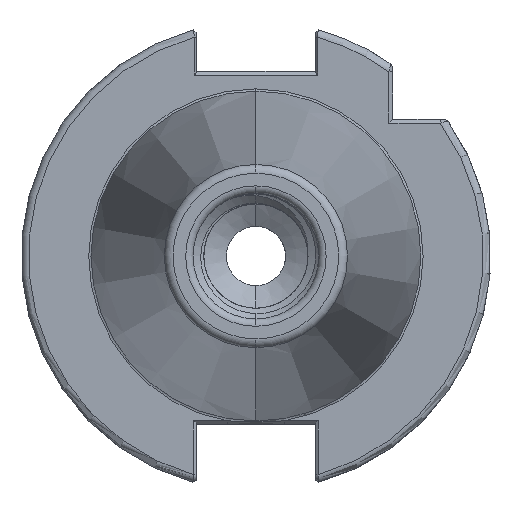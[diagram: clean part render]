
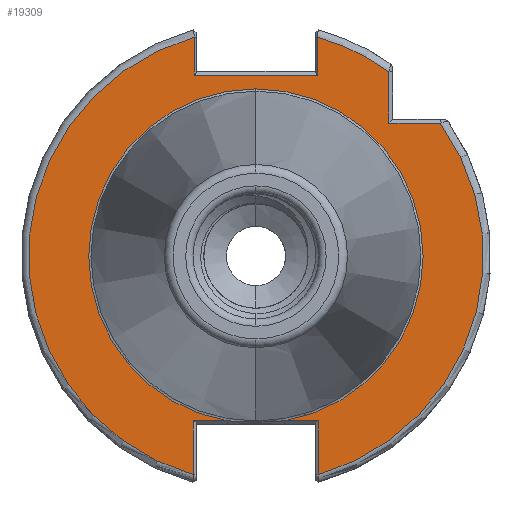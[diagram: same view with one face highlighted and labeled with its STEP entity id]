
A CAD part, left-side view. The second image highlights one B-rep face of the part: STEP entity #19309.
In plain terms, the highlighted planar face has unit normal (-1, 0, 0).
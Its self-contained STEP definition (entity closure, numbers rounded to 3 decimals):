
#774 = VERTEX_POINT ( 'NONE', #2005 ) ;
#861 = VERTEX_POINT ( 'NONE', #2279 ) ;
#917 = VERTEX_POINT ( 'NONE', #2484 ) ;
#928 = VERTEX_POINT ( 'NONE', #2428 ) ;
#948 = VERTEX_POINT ( 'NONE', #1760 ) ;
#959 = VERTEX_POINT ( 'NONE', #9070 ) ;
#988 = VERTEX_POINT ( 'NONE', #9133 ) ;
#990 = VERTEX_POINT ( 'NONE', #9134 ) ;
#1040 = VERTEX_POINT ( 'NONE', #9385 ) ;
#1043 = VERTEX_POINT ( 'NONE', #9396 ) ;
#1066 = VERTEX_POINT ( 'NONE', #8414 ) ;
#1094 = VERTEX_POINT ( 'NONE', #8520 ) ;
#1100 = VERTEX_POINT ( 'NONE', #8504 ) ;
#1262 = VERTEX_POINT ( 'NONE', #4210 ) ;
#1760 = CARTESIAN_POINT ( 'NONE',  ( 0., -18., 24.962 ) ) ;
#2005 = CARTESIAN_POINT ( 'NONE',  ( 0., 0., 22.627 ) ) ;
#2279 = CARTESIAN_POINT ( 'NONE',  ( 0., -3.833, -22.3 ) ) ;
#2428 = CARTESIAN_POINT ( 'NONE',  ( 0., 8.335, 24.5 ) ) ;
#2484 = CARTESIAN_POINT ( 'NONE',  ( 0., -8.451, -22.3 ) ) ;
#4210 = CARTESIAN_POINT ( 'NONE',  ( 0., 8.451, -22.3 ) ) ;
#5147 = DIRECTION ( 'NONE',  ( 0., 1., 0. ) ) ;
#5171 = CARTESIAN_POINT ( 'NONE',  ( 0., -18.5, 18. ) ) ;
#5320 = CARTESIAN_POINT ( 'NONE',  ( 0., 0., 0. ) ) ;
#5394 = DIRECTION ( 'NONE',  ( 0., 0., -1. ) ) ;
#5421 = DIRECTION ( 'NONE',  ( -1., 0., 0. ) ) ;
#5532 = DIRECTION ( 'NONE',  ( 0., 1., 0. ) ) ;
#5603 = CARTESIAN_POINT ( 'NONE',  ( 0., 8.05, 24.5 ) ) ;
#5638 = DIRECTION ( 'NONE',  ( 0., 0., -1. ) ) ;
#5723 = CARTESIAN_POINT ( 'NONE',  ( 0., -8.335, 25. ) ) ;
#5865 = DIRECTION ( 'NONE',  ( 0., 0., 1. ) ) ;
#5894 = CARTESIAN_POINT ( 'NONE',  ( 0., -18., 24.594 ) ) ;
#6267 = DIRECTION ( 'NONE',  ( 0., 0., 1. ) ) ;
#6278 = CARTESIAN_POINT ( 'NONE',  ( 0., 8.451, 0. ) ) ;
#6281 = DIRECTION ( 'NONE',  ( 0., -1., 0. ) ) ;
#6282 = CARTESIAN_POINT ( 'NONE',  ( 0., 22.692, -22.3 ) ) ;
#6304 = CARTESIAN_POINT ( 'NONE',  ( 0., 0., 0. ) ) ;
#6311 = DIRECTION ( 'NONE',  ( -1., 0., 0. ) ) ;
#6312 = CARTESIAN_POINT ( 'NONE',  ( 0., 0., 0. ) ) ;
#6317 = DIRECTION ( 'NONE',  ( 0., 0., -1. ) ) ;
#6339 = DIRECTION ( 'NONE',  ( 0., 0., -1. ) ) ;
#6357 = DIRECTION ( 'NONE',  ( -1., 0., 0. ) ) ;
#6378 = CARTESIAN_POINT ( 'NONE',  ( 0., 8.335, 29.704 ) ) ;
#6406 = CARTESIAN_POINT ( 'NONE',  ( 0., 0., 0. ) ) ;
#6408 = DIRECTION ( 'NONE',  ( 1., 0., 0. ) ) ;
#6421 = DIRECTION ( 'NONE',  ( 1., 0., 0. ) ) ;
#6433 = DIRECTION ( 'NONE',  ( 0., -1., 0. ) ) ;
#6438 = DIRECTION ( 'NONE',  ( 0., 0., 1. ) ) ;
#6439 = DIRECTION ( 'NONE',  ( 0., 0., -1. ) ) ;
#6441 = CARTESIAN_POINT ( 'NONE',  ( 0., 0., 0. ) ) ;
#6442 = DIRECTION ( 'NONE',  ( 0., 0., -1. ) ) ;
#6447 = CARTESIAN_POINT ( 'NONE',  ( 0., 22.692, -22.3 ) ) ;
#6467 = CARTESIAN_POINT ( 'NONE',  ( 0., -8.451, 0. ) ) ;
#6485 = DIRECTION ( 'NONE',  ( 0., 0., -1. ) ) ;
#6617 = LINE ( 'NONE', #5723, #6667 ) ;
#6622 = VECTOR ( 'NONE', #5865, 1000. ) ;
#6631 = LINE ( 'NONE', #5603, #6660 ) ;
#6660 = VECTOR ( 'NONE', #5532, 1000. ) ;
#6662 = LINE ( 'NONE', #5894, #6622 ) ;
#6667 = VECTOR ( 'NONE', #5638, 1000. ) ;
#6676 = VECTOR ( 'NONE', #6267, 1000. ) ;
#6680 = LINE ( 'NONE', #6282, #6724 ) ;
#6722 = LINE ( 'NONE', #6278, #6676 ) ;
#6724 = VECTOR ( 'NONE', #6281, 1000. ) ;
#6738 = LINE ( 'NONE', #6378, #6765 ) ;
#6740 = LINE ( 'NONE', #6467, #6769 ) ;
#6744 = CIRCLE ( 'NONE', #12860, 22.627 ) ;
#6755 = CIRCLE ( 'NONE', #12851, 30.775 ) ;
#6760 = LINE ( 'NONE', #6447, #6774 ) ;
#6764 = CIRCLE ( 'NONE', #12836, 30.775 ) ;
#6765 = VECTOR ( 'NONE', #6438, 1000. ) ;
#6769 = VECTOR ( 'NONE', #6485, 1000. ) ;
#6774 = VECTOR ( 'NONE', #6433, 1000. ) ;
#6787 = CIRCLE ( 'NONE', #12859, 22.627 ) ;
#7081 = LINE ( 'NONE', #5171, #7088 ) ;
#7088 = VECTOR ( 'NONE', #5147, 1000. ) ;
#7102 = CIRCLE ( 'NONE', #12775, 30.775 ) ;
#8414 = CARTESIAN_POINT ( 'NONE',  ( 0., 3.833, -22.3 ) ) ;
#8504 = CARTESIAN_POINT ( 'NONE',  ( 0., -8.335, 24.5 ) ) ;
#8520 = CARTESIAN_POINT ( 'NONE',  ( 0., -8.451, -29.592 ) ) ;
#9070 = CARTESIAN_POINT ( 'NONE',  ( 0., -24.962, 18. ) ) ;
#9133 = CARTESIAN_POINT ( 'NONE',  ( 0., -8.335, 29.625 ) ) ;
#9134 = CARTESIAN_POINT ( 'NONE',  ( 0., -18., 18. ) ) ;
#9385 = CARTESIAN_POINT ( 'NONE',  ( 0., 8.335, 29.625 ) ) ;
#9396 = CARTESIAN_POINT ( 'NONE',  ( 0., 8.451, -29.592 ) ) ;
#12775 = AXIS2_PLACEMENT_3D ( 'NONE', #5320, #5421, #5394 ) ;
#12836 = AXIS2_PLACEMENT_3D ( 'NONE', #6304, #6311, #6339 ) ;
#12851 = AXIS2_PLACEMENT_3D ( 'NONE', #6312, #6357, #6317 ) ;
#12859 = AXIS2_PLACEMENT_3D ( 'NONE', #6441, #6408, #6439 ) ;
#12860 = AXIS2_PLACEMENT_3D ( 'NONE', #6406, #6421, #6442 ) ;
#12905 = AXIS2_PLACEMENT_3D ( 'NONE', #18206, #18172, #18180 ) ;
#13063 = FACE_OUTER_BOUND ( 'NONE', #13995, .T. ) ;
#13995 = EDGE_LOOP ( 'NONE', ( #18520, #18530, #18442, #18486, #18429, #18536, #18514, #18450, #19285, #18481, #19276, #18495, #19251, #18461 ) ) ;
#17195 = EDGE_CURVE ( 'NONE', #959, #990, #7081, .T. ) ;
#17203 = EDGE_CURVE ( 'NONE', #948, #988, #7102, .T. ) ;
#17221 = EDGE_CURVE ( 'NONE', #1100, #928, #6631, .T. ) ;
#17225 = EDGE_CURVE ( 'NONE', #988, #1100, #6617, .T. ) ;
#17232 = EDGE_CURVE ( 'NONE', #990, #948, #6662, .T. ) ;
#17314 = EDGE_CURVE ( 'NONE', #1043, #1262, #6722, .T. ) ;
#17319 = EDGE_CURVE ( 'NONE', #1262, #1066, #6680, .T. ) ;
#17323 = EDGE_CURVE ( 'NONE', #1094, #959, #6755, .T. ) ;
#17324 = EDGE_CURVE ( 'NONE', #1040, #1043, #6764, .T. ) ;
#17341 = EDGE_CURVE ( 'NONE', #861, #917, #6760, .T. ) ;
#17343 = EDGE_CURVE ( 'NONE', #1066, #774, #6787, .T. ) ;
#17344 = EDGE_CURVE ( 'NONE', #928, #1040, #6738, .T. ) ;
#17346 = EDGE_CURVE ( 'NONE', #774, #861, #6744, .T. ) ;
#17349 = EDGE_CURVE ( 'NONE', #917, #1094, #6740, .T. ) ;
#18172 = DIRECTION ( 'NONE',  ( 1., 0., 0. ) ) ;
#18180 = DIRECTION ( 'NONE',  ( 0., 0., -1. ) ) ;
#18181 = PLANE ( 'NONE',  #12905 ) ;
#18206 = CARTESIAN_POINT ( 'NONE',  ( 0., 22.692, 0. ) ) ;
#18429 = ORIENTED_EDGE ( 'NONE', *, *, #17221, .T. ) ;
#18442 = ORIENTED_EDGE ( 'NONE', *, *, #17203, .T. ) ;
#18450 = ORIENTED_EDGE ( 'NONE', *, *, #17314, .T. ) ;
#18461 = ORIENTED_EDGE ( 'NONE', *, *, #17323, .T. ) ;
#18481 = ORIENTED_EDGE ( 'NONE', *, *, #17343, .T. ) ;
#18486 = ORIENTED_EDGE ( 'NONE', *, *, #17225, .T. ) ;
#18495 = ORIENTED_EDGE ( 'NONE', *, *, #17341, .T. ) ;
#18514 = ORIENTED_EDGE ( 'NONE', *, *, #17324, .T. ) ;
#18520 = ORIENTED_EDGE ( 'NONE', *, *, #17195, .T. ) ;
#18530 = ORIENTED_EDGE ( 'NONE', *, *, #17232, .T. ) ;
#18536 = ORIENTED_EDGE ( 'NONE', *, *, #17344, .T. ) ;
#19251 = ORIENTED_EDGE ( 'NONE', *, *, #17349, .T. ) ;
#19276 = ORIENTED_EDGE ( 'NONE', *, *, #17346, .T. ) ;
#19285 = ORIENTED_EDGE ( 'NONE', *, *, #17319, .T. ) ;
#19309 = ADVANCED_FACE ( 'NONE', ( #13063 ), #18181, .F. ) ;
